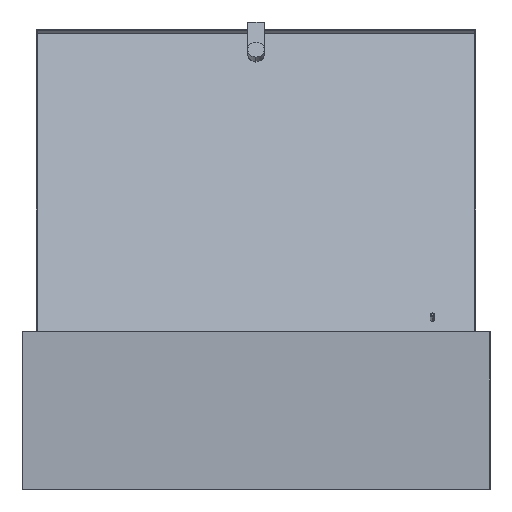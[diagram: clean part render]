
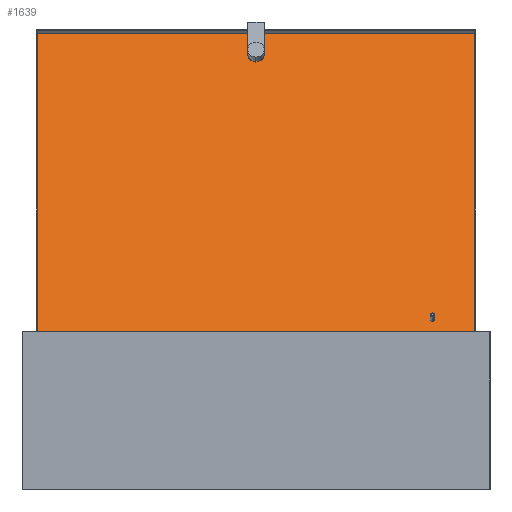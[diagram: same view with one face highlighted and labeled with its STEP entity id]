
A CAD part, left-side view. The second image highlights one B-rep face of the part: STEP entity #1639.
In plain terms, the highlighted face is planar.
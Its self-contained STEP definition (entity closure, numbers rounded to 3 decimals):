
#39 = DIRECTION ( 'NONE',  ( 0., 0., -1. ) ) ;
#62 = ORIENTED_EDGE ( 'NONE', *, *, #364, .F. ) ;
#267 = CIRCLE ( 'NONE', #283, 3. ) ;
#283 = AXIS2_PLACEMENT_3D ( 'NONE', #2287, #39, #2252 ) ;
#357 = VERTEX_POINT ( 'NONE', #3738 ) ;
#364 = EDGE_CURVE ( 'NONE', #4312, #357, #2848, .T. ) ;
#484 = ORIENTED_EDGE ( 'NONE', *, *, #2504, .T. ) ;
#547 = DIRECTION ( 'NONE',  ( 1., 0., 0. ) ) ;
#615 = CARTESIAN_POINT ( 'NONE',  ( 0., 304., -1. ) ) ;
#670 = VECTOR ( 'NONE', #2699, 1000. ) ;
#735 = LINE ( 'NONE', #870, #2867 ) ;
#759 = FACE_OUTER_BOUND ( 'NONE', #4218, .T. ) ;
#870 = CARTESIAN_POINT ( 'NONE',  ( -228.5, 0., -1. ) ) ;
#913 = VERTEX_POINT ( 'NONE', #4541 ) ;
#926 = ORIENTED_EDGE ( 'NONE', *, *, #1155, .T. ) ;
#936 = EDGE_CURVE ( 'NONE', #3033, #1502, #3336, .T. ) ;
#1077 = CARTESIAN_POINT ( 'NONE',  ( 194.5, -245., -1. ) ) ;
#1136 = CIRCLE ( 'NONE', #2684, 11.5 ) ;
#1155 = EDGE_CURVE ( 'NONE', #4295, #913, #4732, .T. ) ;
#1164 = CARTESIAN_POINT ( 'NONE',  ( 0., -304., -1. ) ) ;
#1250 = EDGE_LOOP ( 'NONE', ( #926, #484 ) ) ;
#1373 = LINE ( 'NONE', #615, #3548 ) ;
#1403 = LINE ( 'NONE', #1164, #4288 ) ;
#1488 = CARTESIAN_POINT ( 'NONE',  ( -228.5, 304., -1. ) ) ;
#1502 = VERTEX_POINT ( 'NONE', #4684 ) ;
#1639 = ADVANCED_FACE ( 'NONE', ( #3722, #759, #4782 ), #4721, .F. ) ;
#1661 = AXIS2_PLACEMENT_3D ( 'NONE', #2048, #4715, #547 ) ;
#1685 = VERTEX_POINT ( 'NONE', #1488 ) ;
#1706 = DIRECTION ( 'NONE',  ( 0., 0., 1. ) ) ;
#1816 = EDGE_CURVE ( 'NONE', #4110, #3033, #1403, .T. ) ;
#1878 = CARTESIAN_POINT ( 'NONE',  ( -187., 0., -1. ) ) ;
#1885 = CARTESIAN_POINT ( 'NONE',  ( 228.5, -304., -1. ) ) ;
#1942 = ORIENTED_EDGE ( 'NONE', *, *, #4444, .F. ) ;
#2048 = CARTESIAN_POINT ( 'NONE',  ( -198.5, 0., -1. ) ) ;
#2101 = DIRECTION ( 'NONE',  ( 0., -1., 0. ) ) ;
#2181 = ORIENTED_EDGE ( 'NONE', *, *, #3716, .F. ) ;
#2252 = DIRECTION ( 'NONE',  ( 1., 0., 0. ) ) ;
#2287 = CARTESIAN_POINT ( 'NONE',  ( 194.5, -245., -1. ) ) ;
#2303 = AXIS2_PLACEMENT_3D ( 'NONE', #3645, #1706, #4361 ) ;
#2319 = DIRECTION ( 'NONE',  ( 1., 0., 0. ) ) ;
#2504 = EDGE_CURVE ( 'NONE', #913, #4295, #1136, .T. ) ;
#2526 = EDGE_LOOP ( 'NONE', ( #62, #2181 ) ) ;
#2677 = CARTESIAN_POINT ( 'NONE',  ( 228.5, 0., -1. ) ) ;
#2684 = AXIS2_PLACEMENT_3D ( 'NONE', #3131, #2733, #3885 ) ;
#2699 = DIRECTION ( 'NONE',  ( 0., 1., 0. ) ) ;
#2733 = DIRECTION ( 'NONE',  ( 0., 0., 1. ) ) ;
#2848 = CIRCLE ( 'NONE', #3536, 3. ) ;
#2867 = VECTOR ( 'NONE', #2101, 1000. ) ;
#2999 = DIRECTION ( 'NONE',  ( 0., 0., -1. ) ) ;
#3033 = VERTEX_POINT ( 'NONE', #1885 ) ;
#3131 = CARTESIAN_POINT ( 'NONE',  ( -198.5, 0., -1. ) ) ;
#3301 = EDGE_CURVE ( 'NONE', #1685, #4110, #735, .T. ) ;
#3336 = LINE ( 'NONE', #2677, #670 ) ;
#3416 = CARTESIAN_POINT ( 'NONE',  ( 197.5, -245., -1. ) ) ;
#3536 = AXIS2_PLACEMENT_3D ( 'NONE', #1077, #2999, #3760 ) ;
#3548 = VECTOR ( 'NONE', #4423, 1000. ) ;
#3621 = ORIENTED_EDGE ( 'NONE', *, *, #936, .F. ) ;
#3638 = ORIENTED_EDGE ( 'NONE', *, *, #3301, .F. ) ;
#3645 = CARTESIAN_POINT ( 'NONE',  ( 0., 0., -1. ) ) ;
#3716 = EDGE_CURVE ( 'NONE', #357, #4312, #267, .T. ) ;
#3722 = FACE_BOUND ( 'NONE', #1250, .T. ) ;
#3738 = CARTESIAN_POINT ( 'NONE',  ( 191.5, -245., -1. ) ) ;
#3760 = DIRECTION ( 'NONE',  ( 1., 0., 0. ) ) ;
#3885 = DIRECTION ( 'NONE',  ( 1., 0., 0. ) ) ;
#4110 = VERTEX_POINT ( 'NONE', #4470 ) ;
#4218 = EDGE_LOOP ( 'NONE', ( #3638, #1942, #3621, #4742 ) ) ;
#4288 = VECTOR ( 'NONE', #2319, 1000. ) ;
#4295 = VERTEX_POINT ( 'NONE', #1878 ) ;
#4312 = VERTEX_POINT ( 'NONE', #3416 ) ;
#4361 = DIRECTION ( 'NONE',  ( 1., 0., 0. ) ) ;
#4423 = DIRECTION ( 'NONE',  ( -1., 0., 0. ) ) ;
#4444 = EDGE_CURVE ( 'NONE', #1502, #1685, #1373, .T. ) ;
#4470 = CARTESIAN_POINT ( 'NONE',  ( -228.5, -304., -1. ) ) ;
#4541 = CARTESIAN_POINT ( 'NONE',  ( -210., 0., -1. ) ) ;
#4684 = CARTESIAN_POINT ( 'NONE',  ( 228.5, 304., -1. ) ) ;
#4715 = DIRECTION ( 'NONE',  ( 0., 0., 1. ) ) ;
#4721 = PLANE ( 'NONE',  #2303 ) ;
#4732 = CIRCLE ( 'NONE', #1661, 11.5 ) ;
#4742 = ORIENTED_EDGE ( 'NONE', *, *, #1816, .F. ) ;
#4782 = FACE_BOUND ( 'NONE', #2526, .T. ) ;
